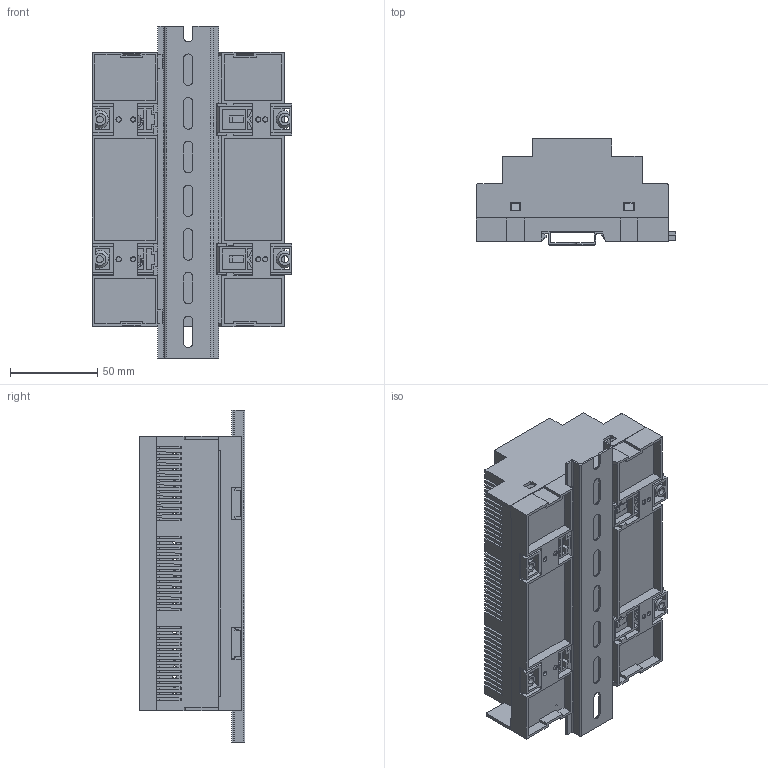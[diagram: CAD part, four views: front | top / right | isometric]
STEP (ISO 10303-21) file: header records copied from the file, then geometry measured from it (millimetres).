
FILE_DESCRIPTION (( 'STEP AP214' ), '1' );
FILE_NAME ('CES-157-01.STEP', '2023-01-18T07:17:57', ( '' ), ( '' ), 'SwSTEP 2.0', 'SolidWorks 2017', '' );
FILE_SCHEMA (( 'AUTOMOTIVE_DESIGN' ));
Length unit declared in the file: millimetre
Products named in the file (11): Screw-small; Display PCB CES-157; TopCover-CESC-157; Clip-Big; Clip-Small; Base plate - MDB-157; Vertical PCB - CES-157; Horizontal PCB - CES-157-5.08 Term; BasePCB-157-5.08mm Term; Rail-35-190mm; CES-157-01
Assembly tree (14 placements, depth 2):
  CES-157-01
    Base plate - MDB-157
    BasePCB-157-5.08mm Term
    Screw-small  x2
    Clip-Big  x2
    Clip-Small  x2
    Rail-35-190mm
    TopCover-CESC-157
    Display PCB CES-157
    Horizontal PCB - CES-157-5.08 Term
    Vertical PCB - CES-157  x2
Bounding box: 114.3 x 60.55 x 190 mm (x, y, z)
Volume: 180738.6 mm3; surface area: 243636.6 mm2
Topology: 14 solids, 14 shells, 1686 faces, 5273 edges, 3433 vertices
Faces by surface type: plane 1109, cylinder 541, cone 30, torus 6
Entity records: 53386 total; most frequent: ORIENTED_EDGE 9412, CARTESIAN_POINT 9375, DIRECTION 8624, EDGE_CURVE 4706, LINE 3738, VECTOR 3738, VERTEX_POINT 3062, AXIS2_PLACEMENT_3D 2443
